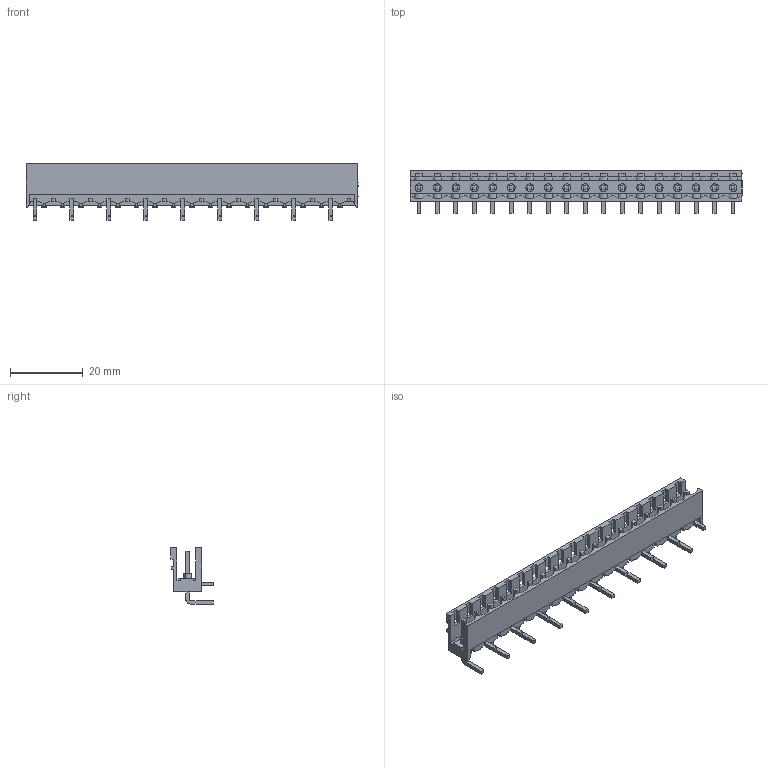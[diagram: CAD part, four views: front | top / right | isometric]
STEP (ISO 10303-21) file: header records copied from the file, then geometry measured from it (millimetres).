
FILE_DESCRIPTION(('CATIA V5 STEP Exchange','CAx-IF Rec.Pracs.--- Model Styling and Organization---1.4--- 2014-01-23'),'2;1');
FILE_NAME ('D1490548_0_1964510000_1964510000.stp','2021-06-22T08:06:56+00:00',('none'),('Weidmueller'),'CATIA Version 5-6 Release 2016 SP3 HF44','CATIA V5 STEP AP214','none');
FILE_SCHEMA(('AUTOMOTIVE_DESIGN { 1 0 10303 214 1 1 1 1 }'));
Length unit declared in the file: millimetre
Products named in the file (1): 1964510000
Bounding box: 91.24 x 11.63 x 15.54 mm (x, y, z)
Volume: 3302.2 mm3; surface area: 7799.3 mm2
Topology: 19 solids, 19 shells, 1041 faces, 3222 edges, 2183 vertices
Faces by surface type: plane 792, cylinder 247, extrusion 2
Entity records: 36433 total; most frequent: CARTESIAN_POINT 7892, ORIENTED_EDGE 6444, DIRECTION 4567, EDGE_CURVE 3222, VECTOR 2398, LINE 2396, VERTEX_POINT 2183, AXIS2_PLACEMENT_3D 1396
